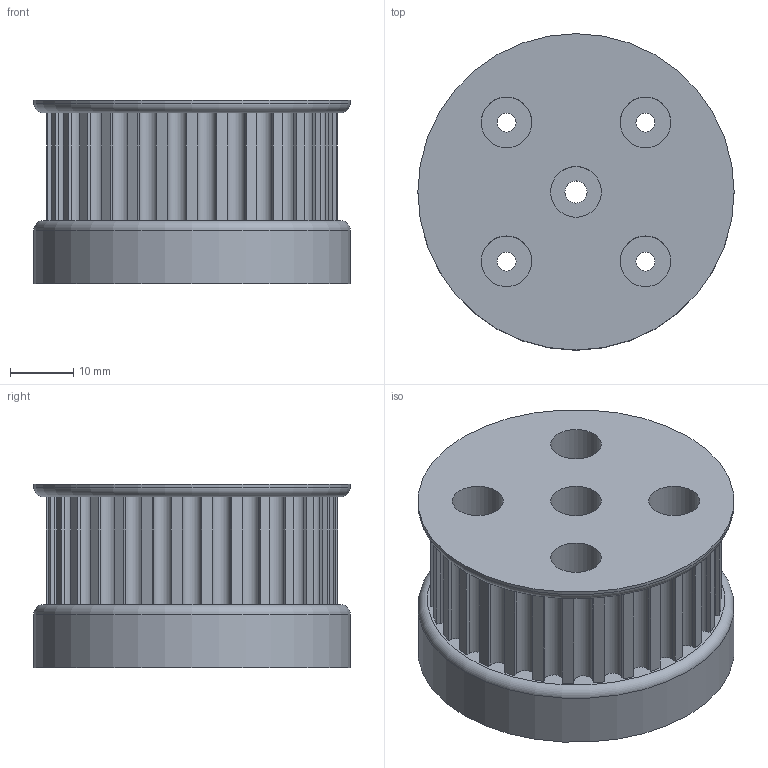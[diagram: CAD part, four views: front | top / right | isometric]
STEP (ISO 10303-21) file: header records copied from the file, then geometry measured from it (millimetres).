
FILE_DESCRIPTION(/* description */ (''),/* implementation_level */ '2;1');
FILE_NAME(/* name */ 'M5_Pulley_t30 v3.step',/* time_stamp */ '2024-04-18T18:21:31+02:00',/* author */ (''),/* organization */ (''),/* preprocessor_version */ 'ST-DEVELOPER v20',/* originating_system */ 'Autodesk Translation Framework v12.20.1.177',/* authorisation */ '');
FILE_SCHEMA (('AUTOMOTIVE_DESIGN { 1 0 10303 214 3 1 1 }'));
Length unit declared in the file: millimetre
Products named in the file (1): M5_Pulley_t30
Bounding box: 49.9 x 49.9 x 29 mm (x, y, z)
Volume: 43996.8 mm3; surface area: 13023.2 mm2
Topology: 1 solids, 1 shells, 143 faces, 400 edges, 266 vertices
Faces by surface type: plane 99, cylinder 42, torus 2
Full cylindrical faces by diameter (mm): 3 x4, 3.5 x1, 8 x5, 49.9 x2
Entity records: 4639 total; most frequent: CARTESIAN_POINT 810, ORIENTED_EDGE 800, DIRECTION 776, EDGE_CURVE 400, LINE 312, VECTOR 312, VERTEX_POINT 266, AXIS2_PLACEMENT_3D 232
